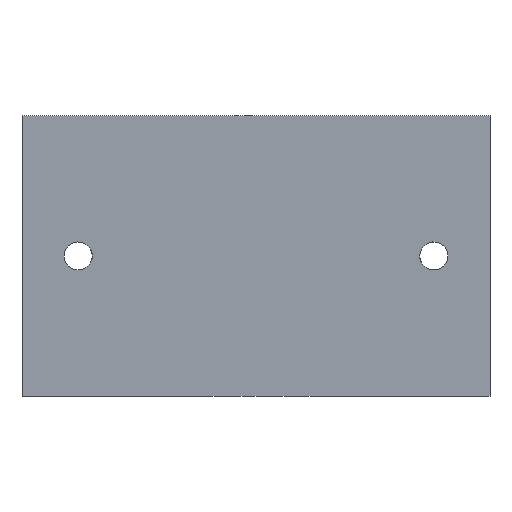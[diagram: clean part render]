
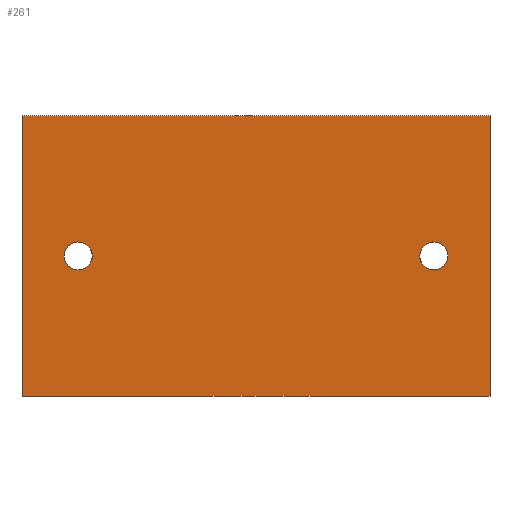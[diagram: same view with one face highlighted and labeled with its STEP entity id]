
A CAD part, front view. The second image highlights one B-rep face of the part: STEP entity #261.
In plain terms, the highlighted planar face has unit normal (0, -0.998, -0.067).
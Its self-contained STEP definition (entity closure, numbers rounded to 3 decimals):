
#15=FACE_BOUND('',#49,.T.);
#16=FACE_BOUND('',#50,.T.);
#20=PLANE('',#294);
#33=FACE_OUTER_BOUND('',#48,.T.);
#48=EDGE_LOOP('',(#193,#194,#195,#196));
#49=EDGE_LOOP('',(#197));
#50=EDGE_LOOP('',(#198));
#66=ELLIPSE('',#290,1.503,1.5);
#67=ELLIPSE('',#293,1.503,1.5);
#70=LINE('',#404,#96);
#71=LINE('',#406,#97);
#72=LINE('',#408,#98);
#73=LINE('',#409,#99);
#96=VECTOR('',#330,10.);
#97=VECTOR('',#331,10.);
#98=VECTOR('',#332,10.);
#99=VECTOR('',#333,10.);
#128=VERTEX_POINT('',#392);
#130=VERTEX_POINT('',#398);
#131=VERTEX_POINT('',#402);
#132=VERTEX_POINT('',#403);
#133=VERTEX_POINT('',#405);
#134=VERTEX_POINT('',#407);
#152=EDGE_CURVE('',#128,#128,#66,.T.);
#155=EDGE_CURVE('',#130,#130,#67,.T.);
#156=EDGE_CURVE('',#131,#132,#70,.T.);
#157=EDGE_CURVE('',#132,#133,#71,.T.);
#158=EDGE_CURVE('',#133,#134,#72,.T.);
#159=EDGE_CURVE('',#131,#134,#73,.T.);
#193=ORIENTED_EDGE('',*,*,#156,.T.);
#194=ORIENTED_EDGE('',*,*,#157,.T.);
#195=ORIENTED_EDGE('',*,*,#158,.T.);
#196=ORIENTED_EDGE('',*,*,#159,.F.);
#197=ORIENTED_EDGE('',*,*,#152,.T.);
#198=ORIENTED_EDGE('',*,*,#155,.T.);
#261=ADVANCED_FACE('',(#33,#15,#16),#20,.T.);
#290=AXIS2_PLACEMENT_3D('',#394,#319,#320);
#293=AXIS2_PLACEMENT_3D('',#400,#326,#327);
#294=AXIS2_PLACEMENT_3D('',#401,#328,#329);
#319=DIRECTION('center_axis',(0.,0.998,0.067));
#320=DIRECTION('ref_axis',(0.,0.067,-0.998));
#326=DIRECTION('center_axis',(0.,0.998,0.067));
#327=DIRECTION('ref_axis',(0.,0.067,-0.998));
#328=DIRECTION('center_axis',(0.,-0.998,-0.067));
#329=DIRECTION('ref_axis',(0.,0.067,-0.998));
#330=DIRECTION('',(0.,0.067,-0.998));
#331=DIRECTION('',(1.,0.,0.));
#332=DIRECTION('',(0.,-0.067,0.998));
#333=DIRECTION('',(1.,0.,0.));
#392=CARTESIAN_POINT('',(-17.5,-16.2,15.));
#394=CARTESIAN_POINT('Origin',(-19.,-16.2,15.));
#398=CARTESIAN_POINT('',(20.5,-16.2,15.));
#400=CARTESIAN_POINT('Origin',(19.,-16.2,15.));
#401=CARTESIAN_POINT('Origin',(-12.5,-16.2,15.));
#402=CARTESIAN_POINT('',(-25.,-17.2,30.));
#403=CARTESIAN_POINT('',(-25.,-15.2,0.));
#404=CARTESIAN_POINT('',(-25.,-15.696,7.434));
#405=CARTESIAN_POINT('',(25.,-15.2,0.));
#406=CARTESIAN_POINT('',(-12.5,-15.2,0.));
#407=CARTESIAN_POINT('',(25.,-17.2,30.));
#408=CARTESIAN_POINT('',(25.,-15.704,7.566));
#409=CARTESIAN_POINT('',(25.,-17.2,30.));
